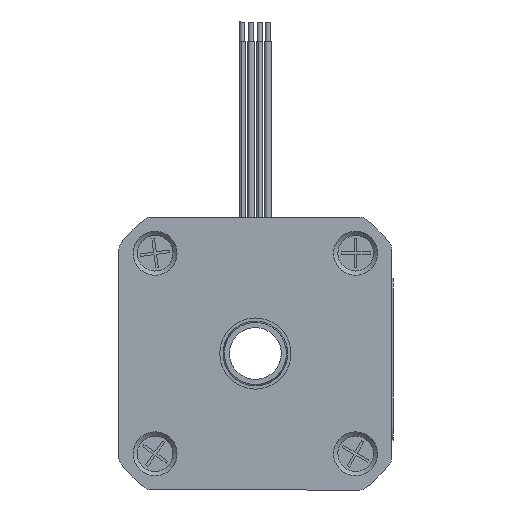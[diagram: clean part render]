
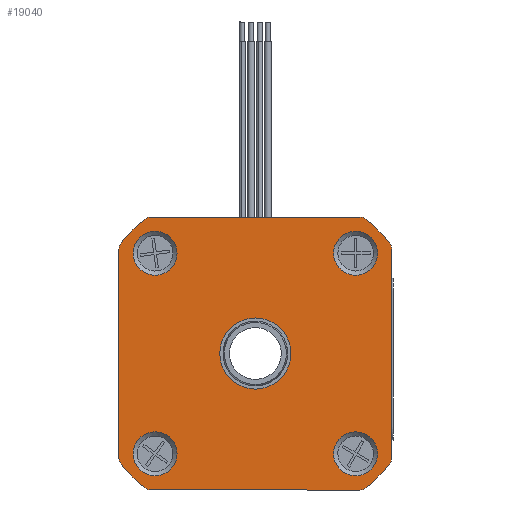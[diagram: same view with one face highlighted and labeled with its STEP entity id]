
A CAD part, front view. The second image highlights one B-rep face of the part: STEP entity #19040.
In plain terms, the highlighted face is planar.
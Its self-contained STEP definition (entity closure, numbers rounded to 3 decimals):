
#572=FACE_BOUND('',#3266,.T.);
#573=FACE_BOUND('',#3267,.T.);
#574=FACE_BOUND('',#3268,.T.);
#575=FACE_BOUND('',#3269,.T.);
#576=FACE_BOUND('',#3270,.T.);
#1101=PLANE('',#21106);
#2082=FACE_OUTER_BOUND('',#3265,.T.);
#3265=EDGE_LOOP('',(#17139,#17140,#17141,#17142,#17143,#17144,#17145,#17146,
#17147,#17148,#17149,#17150,#17151,#17152,#17153,#17154));
#3266=EDGE_LOOP('',(#17155));
#3267=EDGE_LOOP('',(#17156));
#3268=EDGE_LOOP('',(#17157));
#3269=EDGE_LOOP('',(#17158));
#3270=EDGE_LOOP('',(#17159));
#4370=CIRCLE('',#21079,5.5);
#4393=CIRCLE('',#21107,26.9);
#4394=CIRCLE('',#21108,1.5);
#4395=CIRCLE('',#21109,1.5);
#4396=CIRCLE('',#21110,26.9);
#4397=CIRCLE('',#21111,1.5);
#4398=CIRCLE('',#21112,1.5);
#4399=CIRCLE('',#21113,26.9);
#4400=CIRCLE('',#21114,1.5);
#4401=CIRCLE('',#21115,1.5);
#4402=CIRCLE('',#21116,26.9);
#4403=CIRCLE('',#21117,1.5);
#4404=CIRCLE('',#21118,1.5);
#4405=CIRCLE('',#21119,3.4);
#4406=CIRCLE('',#21120,3.4);
#4407=CIRCLE('',#21121,3.4);
#4408=CIRCLE('',#21122,3.4);
#5962=LINE('',#32314,#7604);
#5963=LINE('',#32322,#7605);
#5964=LINE('',#32330,#7606);
#5965=LINE('',#32338,#7607);
#7604=VECTOR('',#26634,32.311);
#7605=VECTOR('',#26641,32.311);
#7606=VECTOR('',#26648,32.311);
#7607=VECTOR('',#26655,32.311);
#9379=VERTEX_POINT('',#32225);
#9418=VERTEX_POINT('',#32308);
#9419=VERTEX_POINT('',#32309);
#9420=VERTEX_POINT('',#32311);
#9421=VERTEX_POINT('',#32313);
#9422=VERTEX_POINT('',#32315);
#9423=VERTEX_POINT('',#32317);
#9424=VERTEX_POINT('',#32319);
#9425=VERTEX_POINT('',#32321);
#9426=VERTEX_POINT('',#32323);
#9427=VERTEX_POINT('',#32325);
#9428=VERTEX_POINT('',#32327);
#9429=VERTEX_POINT('',#32329);
#9430=VERTEX_POINT('',#32331);
#9431=VERTEX_POINT('',#32333);
#9432=VERTEX_POINT('',#32335);
#9433=VERTEX_POINT('',#32337);
#9434=VERTEX_POINT('',#32340);
#9435=VERTEX_POINT('',#32342);
#9436=VERTEX_POINT('',#32344);
#9437=VERTEX_POINT('',#32346);
#11997=EDGE_CURVE('',#9379,#9379,#4370,.F.);
#12036=EDGE_CURVE('',#9418,#9419,#4393,.T.);
#12037=EDGE_CURVE('',#9420,#9418,#4394,.T.);
#12038=EDGE_CURVE('',#9421,#9420,#5962,.T.);
#12039=EDGE_CURVE('',#9422,#9421,#4395,.T.);
#12040=EDGE_CURVE('',#9423,#9422,#4396,.T.);
#12041=EDGE_CURVE('',#9424,#9423,#4397,.T.);
#12042=EDGE_CURVE('',#9425,#9424,#5963,.T.);
#12043=EDGE_CURVE('',#9426,#9425,#4398,.T.);
#12044=EDGE_CURVE('',#9427,#9426,#4399,.T.);
#12045=EDGE_CURVE('',#9428,#9427,#4400,.T.);
#12046=EDGE_CURVE('',#9429,#9428,#5964,.T.);
#12047=EDGE_CURVE('',#9430,#9429,#4401,.T.);
#12048=EDGE_CURVE('',#9431,#9430,#4402,.T.);
#12049=EDGE_CURVE('',#9432,#9431,#4403,.T.);
#12050=EDGE_CURVE('',#9433,#9432,#5965,.T.);
#12051=EDGE_CURVE('',#9419,#9433,#4404,.T.);
#12052=EDGE_CURVE('',#9434,#9434,#4405,.T.);
#12053=EDGE_CURVE('',#9435,#9435,#4406,.T.);
#12054=EDGE_CURVE('',#9436,#9436,#4407,.T.);
#12055=EDGE_CURVE('',#9437,#9437,#4408,.T.);
#17139=ORIENTED_EDGE('',*,*,#12036,.F.);
#17140=ORIENTED_EDGE('',*,*,#12037,.F.);
#17141=ORIENTED_EDGE('',*,*,#12038,.F.);
#17142=ORIENTED_EDGE('',*,*,#12039,.F.);
#17143=ORIENTED_EDGE('',*,*,#12040,.F.);
#17144=ORIENTED_EDGE('',*,*,#12041,.F.);
#17145=ORIENTED_EDGE('',*,*,#12042,.F.);
#17146=ORIENTED_EDGE('',*,*,#12043,.F.);
#17147=ORIENTED_EDGE('',*,*,#12044,.F.);
#17148=ORIENTED_EDGE('',*,*,#12045,.F.);
#17149=ORIENTED_EDGE('',*,*,#12046,.F.);
#17150=ORIENTED_EDGE('',*,*,#12047,.F.);
#17151=ORIENTED_EDGE('',*,*,#12048,.F.);
#17152=ORIENTED_EDGE('',*,*,#12049,.F.);
#17153=ORIENTED_EDGE('',*,*,#12050,.F.);
#17154=ORIENTED_EDGE('',*,*,#12051,.F.);
#17155=ORIENTED_EDGE('',*,*,#11997,.T.);
#17156=ORIENTED_EDGE('',*,*,#12052,.T.);
#17157=ORIENTED_EDGE('',*,*,#12053,.T.);
#17158=ORIENTED_EDGE('',*,*,#12054,.T.);
#17159=ORIENTED_EDGE('',*,*,#12055,.T.);
#19040=ADVANCED_FACE('',(#2082,#572,#573,#574,#575,#576),#1101,.F.);
#21079=AXIS2_PLACEMENT_3D('',#32226,#26558,#26559);
#21106=AXIS2_PLACEMENT_3D('',#32307,#26628,#26629);
#21107=AXIS2_PLACEMENT_3D('',#32310,#26630,#26631);
#21108=AXIS2_PLACEMENT_3D('',#32312,#26632,#26633);
#21109=AXIS2_PLACEMENT_3D('',#32316,#26635,#26636);
#21110=AXIS2_PLACEMENT_3D('',#32318,#26637,#26638);
#21111=AXIS2_PLACEMENT_3D('',#32320,#26639,#26640);
#21112=AXIS2_PLACEMENT_3D('',#32324,#26642,#26643);
#21113=AXIS2_PLACEMENT_3D('',#32326,#26644,#26645);
#21114=AXIS2_PLACEMENT_3D('',#32328,#26646,#26647);
#21115=AXIS2_PLACEMENT_3D('',#32332,#26649,#26650);
#21116=AXIS2_PLACEMENT_3D('',#32334,#26651,#26652);
#21117=AXIS2_PLACEMENT_3D('',#32336,#26653,#26654);
#21118=AXIS2_PLACEMENT_3D('',#32339,#26656,#26657);
#21119=AXIS2_PLACEMENT_3D('',#32341,#26658,#26659);
#21120=AXIS2_PLACEMENT_3D('',#32343,#26660,#26661);
#21121=AXIS2_PLACEMENT_3D('',#32345,#26662,#26663);
#21122=AXIS2_PLACEMENT_3D('',#32347,#26664,#26665);
#26558=DIRECTION('center_axis',(0.,0.,-1.));
#26559=DIRECTION('ref_axis',(-1.,0.,0.));
#26628=DIRECTION('center_axis',(0.,0.,1.));
#26629=DIRECTION('ref_axis',(1.,0.,0.));
#26630=DIRECTION('center_axis',(0.,0.,1.));
#26631=DIRECTION('ref_axis',(1.,0.,0.));
#26632=DIRECTION('center_axis',(0.,0.,1.));
#26633=DIRECTION('ref_axis',(-1.,0.,0.));
#26634=DIRECTION('',(0.,-1.,0.));
#26635=DIRECTION('center_axis',(0.,0.,1.));
#26636=DIRECTION('ref_axis',(-1.,0.,0.));
#26637=DIRECTION('center_axis',(0.,0.,1.));
#26638=DIRECTION('ref_axis',(1.,0.,0.));
#26639=DIRECTION('center_axis',(0.,0.,1.));
#26640=DIRECTION('ref_axis',(-1.,0.,0.));
#26641=DIRECTION('',(-1.,0.,0.));
#26642=DIRECTION('center_axis',(0.,0.,1.));
#26643=DIRECTION('ref_axis',(-1.,0.,0.));
#26644=DIRECTION('center_axis',(0.,0.,1.));
#26645=DIRECTION('ref_axis',(1.,0.,0.));
#26646=DIRECTION('center_axis',(0.,0.,1.));
#26647=DIRECTION('ref_axis',(-1.,0.,0.));
#26648=DIRECTION('',(0.,1.,0.));
#26649=DIRECTION('center_axis',(0.,0.,1.));
#26650=DIRECTION('ref_axis',(-1.,0.,0.));
#26651=DIRECTION('center_axis',(0.,0.,1.));
#26652=DIRECTION('ref_axis',(1.,0.,0.));
#26653=DIRECTION('center_axis',(0.,0.,1.));
#26654=DIRECTION('ref_axis',(-1.,0.,0.));
#26655=DIRECTION('',(1.,0.,0.));
#26656=DIRECTION('center_axis',(0.,0.,1.));
#26657=DIRECTION('ref_axis',(1.,0.,0.));
#26658=DIRECTION('center_axis',(0.,0.,1.));
#26659=DIRECTION('ref_axis',(1.,0.,0.));
#26660=DIRECTION('center_axis',(0.,0.,1.));
#26661=DIRECTION('ref_axis',(1.,0.,0.));
#26662=DIRECTION('center_axis',(0.,0.,1.));
#26663=DIRECTION('ref_axis',(1.,0.,0.));
#26664=DIRECTION('center_axis',(0.,0.,1.));
#26665=DIRECTION('ref_axis',(1.,0.,0.));
#32225=CARTESIAN_POINT('',(-5.5,0.,1.8));
#32226=CARTESIAN_POINT('Origin',(0.,0.,1.8));
#32307=CARTESIAN_POINT('Origin',(0.,0.,1.8));
#32308=CARTESIAN_POINT('',(-20.757,-17.11,1.8));
#32309=CARTESIAN_POINT('',(-17.11,-20.757,1.8));
#32310=CARTESIAN_POINT('Origin',(0.,0.,1.8));
#32311=CARTESIAN_POINT('',(-21.1,-16.155,1.8));
#32312=CARTESIAN_POINT('Origin',(-19.6,-16.155,1.8));
#32313=CARTESIAN_POINT('',(-21.1,16.155,1.8));
#32314=CARTESIAN_POINT('',(-21.1,16.155,1.8));
#32315=CARTESIAN_POINT('',(-20.757,17.11,1.8));
#32316=CARTESIAN_POINT('Origin',(-19.6,16.155,1.8));
#32317=CARTESIAN_POINT('',(-17.11,20.757,1.8));
#32318=CARTESIAN_POINT('Origin',(0.,0.,1.8));
#32319=CARTESIAN_POINT('',(-16.155,21.1,1.8));
#32320=CARTESIAN_POINT('Origin',(-16.155,19.6,1.8));
#32321=CARTESIAN_POINT('',(16.155,21.1,1.8));
#32322=CARTESIAN_POINT('',(16.155,21.1,1.8));
#32323=CARTESIAN_POINT('',(17.11,20.757,1.8));
#32324=CARTESIAN_POINT('Origin',(16.155,19.6,1.8));
#32325=CARTESIAN_POINT('',(20.757,17.11,1.8));
#32326=CARTESIAN_POINT('Origin',(0.,0.,1.8));
#32327=CARTESIAN_POINT('',(21.1,16.155,1.8));
#32328=CARTESIAN_POINT('Origin',(19.6,16.155,1.8));
#32329=CARTESIAN_POINT('',(21.1,-16.155,1.8));
#32330=CARTESIAN_POINT('',(21.1,-16.155,1.8));
#32331=CARTESIAN_POINT('',(20.757,-17.11,1.8));
#32332=CARTESIAN_POINT('Origin',(19.6,-16.155,1.8));
#32333=CARTESIAN_POINT('',(17.11,-20.757,1.8));
#32334=CARTESIAN_POINT('Origin',(0.,0.,1.8));
#32335=CARTESIAN_POINT('',(16.155,-21.1,1.8));
#32336=CARTESIAN_POINT('Origin',(16.155,-19.6,1.8));
#32337=CARTESIAN_POINT('',(-16.155,-21.1,1.8));
#32338=CARTESIAN_POINT('',(-16.155,-21.1,1.8));
#32339=CARTESIAN_POINT('Origin',(-16.155,-19.6,1.8));
#32340=CARTESIAN_POINT('',(18.9,-15.5,1.8));
#32341=CARTESIAN_POINT('Origin',(15.5,-15.5,1.8));
#32342=CARTESIAN_POINT('',(-12.1,-15.5,1.8));
#32343=CARTESIAN_POINT('Origin',(-15.5,-15.5,1.8));
#32344=CARTESIAN_POINT('',(18.9,15.5,1.8));
#32345=CARTESIAN_POINT('Origin',(15.5,15.5,1.8));
#32346=CARTESIAN_POINT('',(-12.1,15.5,1.8));
#32347=CARTESIAN_POINT('Origin',(-15.5,15.5,1.8));
